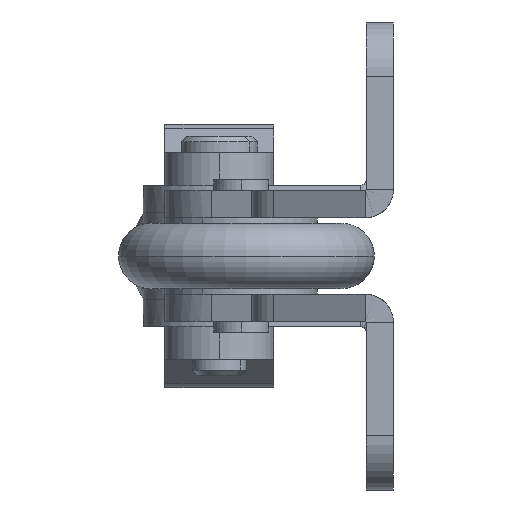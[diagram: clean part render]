
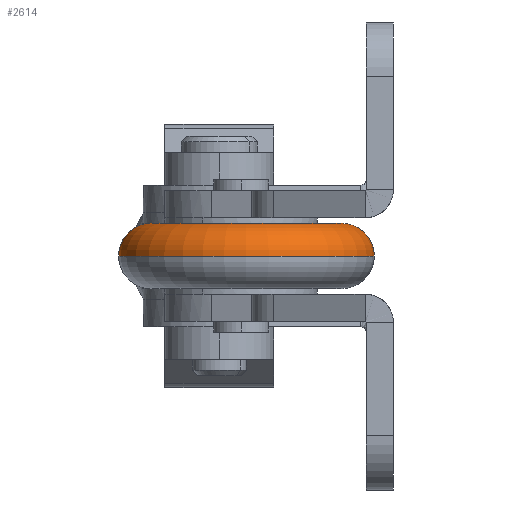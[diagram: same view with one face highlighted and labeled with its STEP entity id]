
A CAD part, left-side view. The second image highlights one B-rep face of the part: STEP entity #2614.
In plain terms, the highlighted toroidal (fillet/blend) face has major radius 8.75 mm and minor radius 3 mm.
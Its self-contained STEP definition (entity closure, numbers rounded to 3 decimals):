
#174 = VERTEX_POINT ( 'NONE', #9175 ) ;
#363 = ORIENTED_EDGE ( 'NONE', *, *, #11068, .F. ) ;
#1210 = CIRCLE ( 'NONE', #12654, 11.75 ) ;
#1814 = VERTEX_POINT ( 'NONE', #11779 ) ;
#2072 = DIRECTION ( 'NONE',  ( 0., 0., -1. ) ) ;
#2102 = DIRECTION ( 'NONE',  ( -1., 0., 0. ) ) ;
#2120 = CARTESIAN_POINT ( 'NONE',  ( -47.563, 4.749, 0. ) ) ;
#2208 = ORIENTED_EDGE ( 'NONE', *, *, #10137, .F. ) ;
#2434 = AXIS2_PLACEMENT_3D ( 'NONE', #2120, #2102, #2072 ) ;
#2614 = ADVANCED_FACE ( 'NONE', ( #13318 ), #12848, .T. ) ;
#3907 = ORIENTED_EDGE ( 'NONE', *, *, #11709, .T. ) ;
#4497 = EDGE_LOOP ( 'NONE', ( #363, #3907, #5187, #2208 ) ) ;
#4809 = CARTESIAN_POINT ( 'NONE',  ( -47.563, 25.249, 0. ) ) ;
#5187 = ORIENTED_EDGE ( 'NONE', *, *, #5254, .T. ) ;
#5254 = EDGE_CURVE ( 'NONE', #174, #1814, #12027, .T. ) ;
#6370 = DIRECTION ( 'NONE',  ( 1., 0., 0. ) ) ;
#6414 = DIRECTION ( 'NONE',  ( 0., 0., 1. ) ) ;
#6416 = CARTESIAN_POINT ( 'NONE',  ( -47.563, 13.499, 0. ) ) ;
#6683 = CIRCLE ( 'NONE', #13384, 3. ) ;
#6842 = VERTEX_POINT ( 'NONE', #4809 ) ;
#7701 = CARTESIAN_POINT ( 'NONE',  ( -47.563, 19.249, 0. ) ) ;
#7836 = CIRCLE ( 'NONE', #13301, 5.75 ) ;
#9175 = CARTESIAN_POINT ( 'NONE',  ( -47.563, 1.749, 0. ) ) ;
#9196 = AXIS2_PLACEMENT_3D ( 'NONE', #11683, #11786, #10728 ) ;
#9400 = DIRECTION ( 'NONE',  ( 1., 0., 0. ) ) ;
#9416 = DIRECTION ( 'NONE',  ( 0., 0., 1. ) ) ;
#9448 = CARTESIAN_POINT ( 'NONE',  ( -47.563, 13.499, 0. ) ) ;
#10000 = VERTEX_POINT ( 'NONE', #7701 ) ;
#10137 = EDGE_CURVE ( 'NONE', #10000, #1814, #7836, .T. ) ;
#10728 = DIRECTION ( 'NONE',  ( 1., 0., 0. ) ) ;
#11068 = EDGE_CURVE ( 'NONE', #6842, #10000, #6683, .T. ) ;
#11683 = CARTESIAN_POINT ( 'NONE',  ( -47.563, 13.499, 0. ) ) ;
#11709 = EDGE_CURVE ( 'NONE', #6842, #174, #1210, .T. ) ;
#11779 = CARTESIAN_POINT ( 'NONE',  ( -47.563, 7.749, 0. ) ) ;
#11786 = DIRECTION ( 'NONE',  ( 0., 0., 1. ) ) ;
#12027 = CIRCLE ( 'NONE', #2434, 3. ) ;
#12538 = DIRECTION ( 'NONE',  ( 0., 0., -1. ) ) ;
#12654 = AXIS2_PLACEMENT_3D ( 'NONE', #9448, #9416, #9400 ) ;
#12848 = TOROIDAL_SURFACE ( 'NONE', #9196, 8.75, 3. ) ;
#12885 = DIRECTION ( 'NONE',  ( 1., 0., 0. ) ) ;
#13056 = CARTESIAN_POINT ( 'NONE',  ( -47.563, 22.249, 0. ) ) ;
#13301 = AXIS2_PLACEMENT_3D ( 'NONE', #6416, #6414, #6370 ) ;
#13318 = FACE_OUTER_BOUND ( 'NONE', #4497, .T. ) ;
#13384 = AXIS2_PLACEMENT_3D ( 'NONE', #13056, #12885, #12538 ) ;
